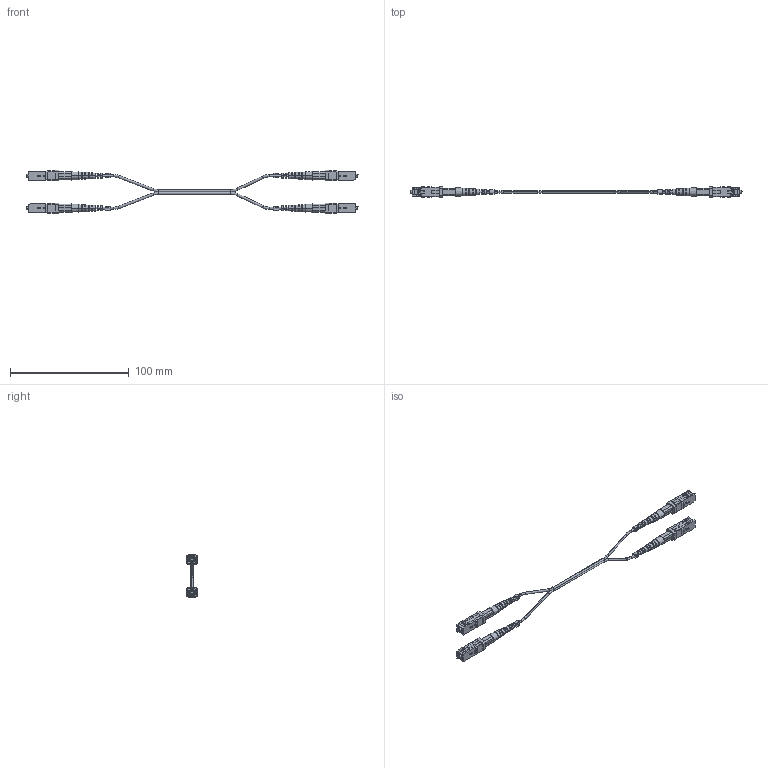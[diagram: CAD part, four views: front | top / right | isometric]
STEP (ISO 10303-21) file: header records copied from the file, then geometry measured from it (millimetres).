
FILE_DESCRIPTION (( 'STEP AP214' ), '1' );
FILE_NAME ('FCA-SASA-DPS2P.step', '2021-09-01T12:45:23', ( '' ), ( '' ), 'SwSTEP 2.0', 'SolidWorks 2021', '' );
FILE_SCHEMA (( 'AUTOMOTIVE_DESIGN' ));
Length unit declared in the file: inch
Products named in the file (9): CONN-95-200-08-BP3B MA3; LBL-C3P-B; 1AF04-011; FCA-FCFC-DPS1Z-ma1_YELLOW; CONN-95-200-08-BP3B MA4; CONN-95-200-08-BP3B MA2; FCA-SASA-DPS2P; LBL-C3P-A; 1AF04-011-MA1
Assembly tree (13 placements, depth 3):
  FCA-SASA-DPS2P
    FCA-FCFC-DPS1Z-ma1_YELLOW
    1AF04-011  x4
      CONN-95-200-08-BP3B MA2
      1AF04-011-MA1
      CONN-95-200-08-BP3B MA4
      CONN-95-200-08-BP3B MA3
    LBL-C3P-A  x2
    LBL-C3P-B  x2
Bounding box: 279.25 x 8.89 x 36.29 mm (x, y, z)
Volume: 8121 mm3; surface area: 18325 mm2
Topology: 22 solids, 22 shells, 1232 faces, 3518 edges, 2300 vertices
Faces by surface type: plane 1028, cylinder 138, torus 24, cone 24, bspline 18
Entity records: 13638 total; most frequent: CARTESIAN_POINT 2966, ORIENTED_EDGE 2020, DIRECTION 1895, EDGE_CURVE 1010, LINE 691, VECTOR 691, VERTEX_POINT 654, AXIS2_PLACEMENT_3D 602
